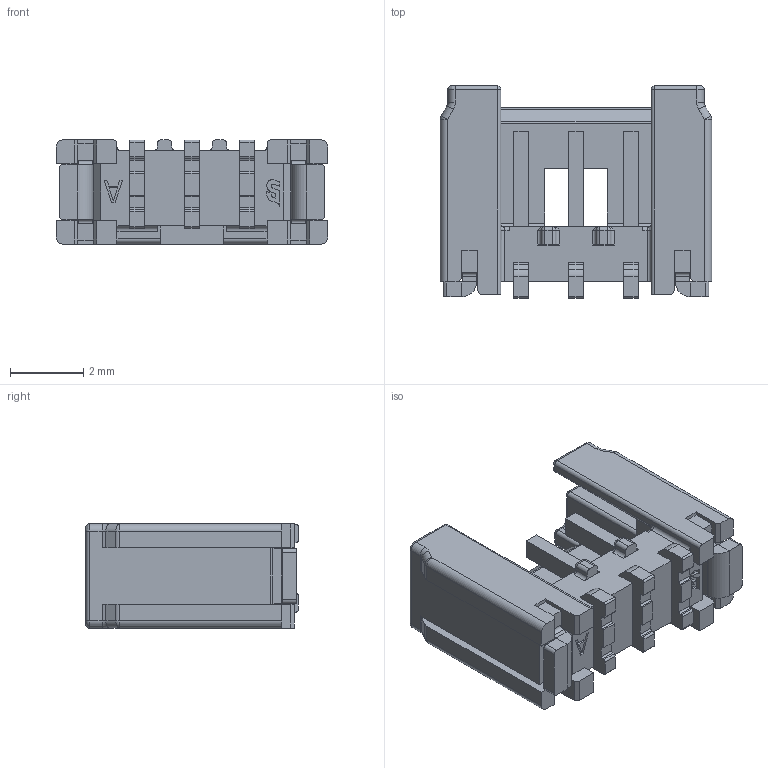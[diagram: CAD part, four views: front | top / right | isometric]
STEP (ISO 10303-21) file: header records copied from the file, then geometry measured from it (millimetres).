
FILE_DESCRIPTION((''),'2;1');
FILE_NAME('KH1600057_CUSTOMER_015_3M_ASSY','2020-08-10T10:04:37',('parkkh'),(''),'CREO PARAMETRIC BY PTC INC, 2017380','CREO PARAMETRIC BY PTC INC, 2017380','');
FILE_SCHEMA(('CONFIG_CONTROL_DESIGN'));
Length unit declared in the file: millimetre
Products named in the file (1): KH1600057_CUSTOMER_015_3M_ASSY
Bounding box: 7.42 x 5.8 x 2.85 mm (x, y, z)
Volume: 58.6 mm3; surface area: 209 mm2
Topology: 1 solids, 1 shells, 425 faces, 1118 edges, 702 vertices
Faces by surface type: plane 220, cylinder 153, torus 25, sphere 20, bspline 7
Entity records: 13297 total; most frequent: CARTESIAN_POINT 2619, DIRECTION 2243, ORIENTED_EDGE 2236, EDGE_CURVE 1118, VECTOR 765, LINE 765, AXIS2_PLACEMENT_3D 739, VERTEX_POINT 702
